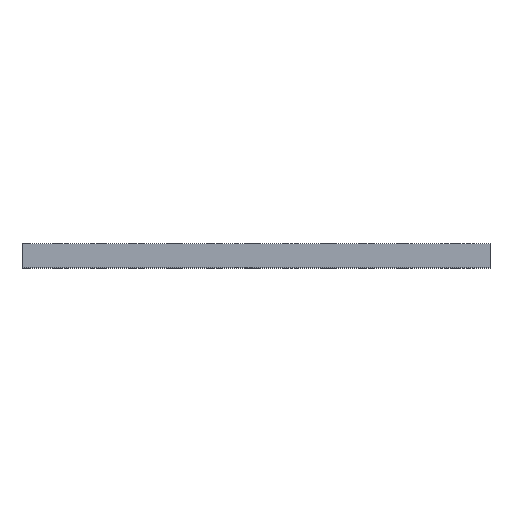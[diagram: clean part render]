
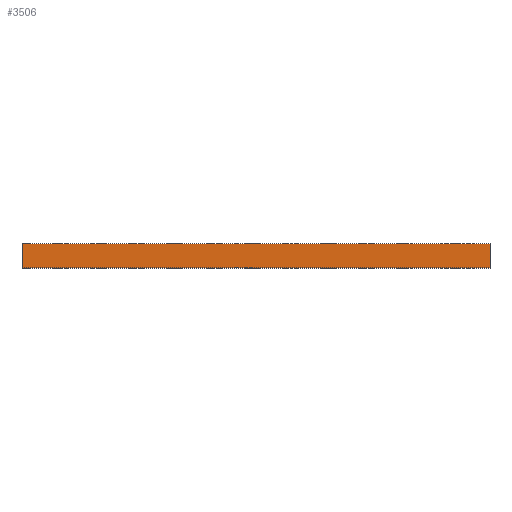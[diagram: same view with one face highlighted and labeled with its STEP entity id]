
A CAD part, top view. The second image highlights one B-rep face of the part: STEP entity #3506.
In plain terms, the highlighted planar face has unit normal (0, 0, 1).
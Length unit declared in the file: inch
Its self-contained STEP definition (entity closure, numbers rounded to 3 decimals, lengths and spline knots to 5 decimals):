
#299 = DIRECTION ( 'NONE',  ( 0., 1., 0. ) ) ;
#511 = DIRECTION ( 'NONE',  ( 1., 0., 0. ) ) ;
#512 = PLANE ( 'NONE',  #5027 ) ;
#539 = VECTOR ( 'NONE', #511, 39.37008 ) ;
#573 = ORIENTED_EDGE ( 'NONE', *, *, #2039, .T. ) ;
#641 = FACE_OUTER_BOUND ( 'NONE', #4688, .T. ) ;
#768 = CARTESIAN_POINT ( 'NONE',  ( 0.35354, -0.0315, 0.3937 ) ) ;
#956 = EDGE_CURVE ( 'NONE', #2338, #4397, #1215, .T. ) ;
#1212 = VECTOR ( 'NONE', #1539, 39.37008 ) ;
#1215 = LINE ( 'NONE', #2922, #539 ) ;
#1316 = VECTOR ( 'NONE', #299, 39.37008 ) ;
#1364 = ORIENTED_EDGE ( 'NONE', *, *, #956, .F. ) ;
#1491 = EDGE_CURVE ( 'NONE', #4397, #4617, #2237, .T. ) ;
#1539 = DIRECTION ( 'NONE',  ( 1., 0., 0. ) ) ;
#1822 = ORIENTED_EDGE ( 'NONE', *, *, #4268, .F. ) ;
#1913 = VECTOR ( 'NONE', #4129, 39.37008 ) ;
#2039 = EDGE_CURVE ( 'NONE', #4344, #4617, #2548, .T. ) ;
#2157 = DIRECTION ( 'NONE',  ( -1., 0., 0. ) ) ;
#2237 = LINE ( 'NONE', #4917, #1913 ) ;
#2338 = VERTEX_POINT ( 'NONE', #3761 ) ;
#2548 = LINE ( 'NONE', #3542, #1212 ) ;
#2701 = CARTESIAN_POINT ( 'NONE',  ( 0.35354, -0.0315, 0.3937 ) ) ;
#2827 = LINE ( 'NONE', #2701, #1316 ) ;
#2922 = CARTESIAN_POINT ( 'NONE',  ( -1.5748, 0.0315, 0.3937 ) ) ;
#3376 = CARTESIAN_POINT ( 'NONE',  ( 1.5748, -0.0315, 0.3937 ) ) ;
#3393 = ORIENTED_EDGE ( 'NONE', *, *, #1491, .F. ) ;
#3425 = DIRECTION ( 'NONE',  ( 0., 0., -1. ) ) ;
#3506 = ADVANCED_FACE ( 'NONE', ( #641 ), #512, .F. ) ;
#3542 = CARTESIAN_POINT ( 'NONE',  ( -1.5748, -0.0315, 0.3937 ) ) ;
#3761 = CARTESIAN_POINT ( 'NONE',  ( 0.35354, 0.0315, 0.3937 ) ) ;
#4032 = CARTESIAN_POINT ( 'NONE',  ( 1.5748, 0.0315, 0.3937 ) ) ;
#4129 = DIRECTION ( 'NONE',  ( 0., -1., 0. ) ) ;
#4268 = EDGE_CURVE ( 'NONE', #4344, #2338, #2827, .T. ) ;
#4344 = VERTEX_POINT ( 'NONE', #768 ) ;
#4397 = VERTEX_POINT ( 'NONE', #4032 ) ;
#4592 = CARTESIAN_POINT ( 'NONE',  ( -1.5748, 0.0315, 0.3937 ) ) ;
#4617 = VERTEX_POINT ( 'NONE', #3376 ) ;
#4688 = EDGE_LOOP ( 'NONE', ( #1364, #1822, #573, #3393 ) ) ;
#4917 = CARTESIAN_POINT ( 'NONE',  ( 1.5748, 0.0315, 0.3937 ) ) ;
#5027 = AXIS2_PLACEMENT_3D ( 'NONE', #4592, #3425, #2157 ) ;
